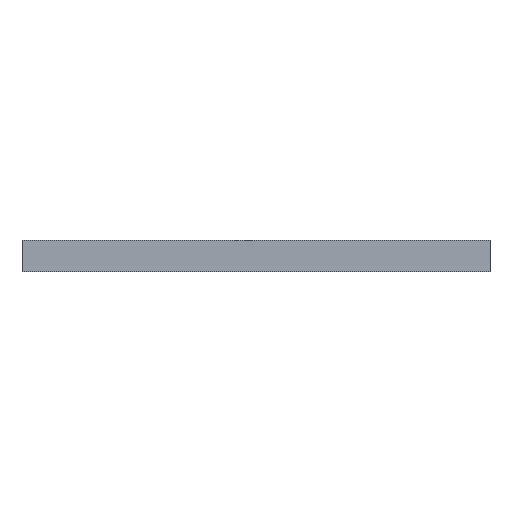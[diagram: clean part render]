
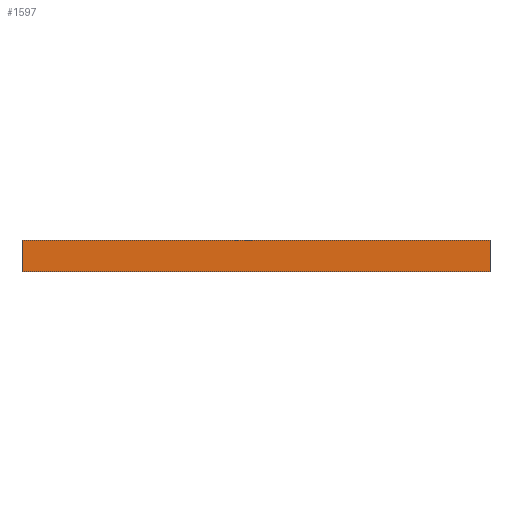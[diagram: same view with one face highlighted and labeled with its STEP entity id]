
A CAD part, front view. The second image highlights one B-rep face of the part: STEP entity #1597.
In plain terms, the highlighted planar face has unit normal (0, -1, 0).
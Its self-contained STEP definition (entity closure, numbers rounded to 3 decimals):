
#117=FACE_OUTER_BOUND('',#191,.T.);
#191=EDGE_LOOP('',(#1295,#1296,#1297,#1298));
#435=LINE('',#2457,#651);
#436=LINE('',#2459,#652);
#437=LINE('',#2461,#653);
#438=LINE('',#2462,#654);
#651=VECTOR('',#2023,10.);
#652=VECTOR('',#2024,10.);
#653=VECTOR('',#2025,10.);
#654=VECTOR('',#2026,10.);
#799=VERTEX_POINT('',#2455);
#800=VERTEX_POINT('',#2456);
#801=VERTEX_POINT('',#2458);
#802=VERTEX_POINT('',#2460);
#1011=EDGE_CURVE('',#799,#800,#435,.T.);
#1012=EDGE_CURVE('',#800,#801,#436,.T.);
#1013=EDGE_CURVE('',#802,#801,#437,.T.);
#1014=EDGE_CURVE('',#799,#802,#438,.T.);
#1295=ORIENTED_EDGE('',*,*,#1011,.T.);
#1296=ORIENTED_EDGE('',*,*,#1012,.T.);
#1297=ORIENTED_EDGE('',*,*,#1013,.F.);
#1298=ORIENTED_EDGE('',*,*,#1014,.F.);
#1523=PLANE('',#1673);
#1597=ADVANCED_FACE('',(#117),#1523,.T.);
#1673=AXIS2_PLACEMENT_3D('',#2454,#2021,#2022);
#2021=DIRECTION('center_axis',(0.,-1.,0.));
#2022=DIRECTION('ref_axis',(1.,0.,0.));
#2023=DIRECTION('',(1.,0.,0.));
#2024=DIRECTION('',(0.,0.,1.));
#2025=DIRECTION('',(1.,0.,0.));
#2026=DIRECTION('',(0.,0.,1.));
#2454=CARTESIAN_POINT('Origin',(-3.683,-5.577,0.));
#2455=CARTESIAN_POINT('',(-3.683,-5.577,0.));
#2456=CARTESIAN_POINT('',(3.683,-5.577,0.));
#2457=CARTESIAN_POINT('',(-3.683,-5.577,0.));
#2458=CARTESIAN_POINT('',(3.683,-5.577,0.5));
#2459=CARTESIAN_POINT('',(3.683,-5.577,0.));
#2460=CARTESIAN_POINT('',(-3.683,-5.577,0.5));
#2461=CARTESIAN_POINT('',(-3.683,-5.577,0.5));
#2462=CARTESIAN_POINT('',(-3.683,-5.577,0.));
